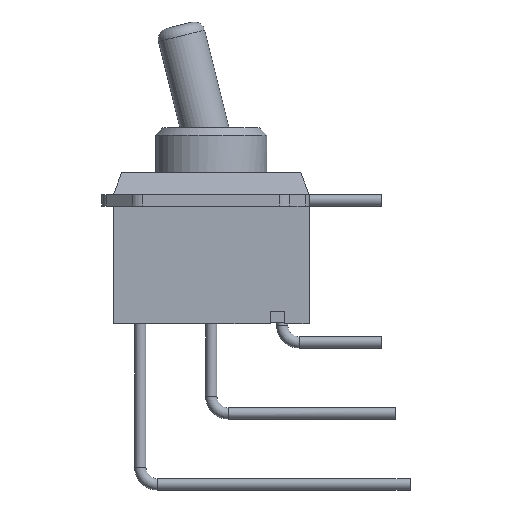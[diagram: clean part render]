
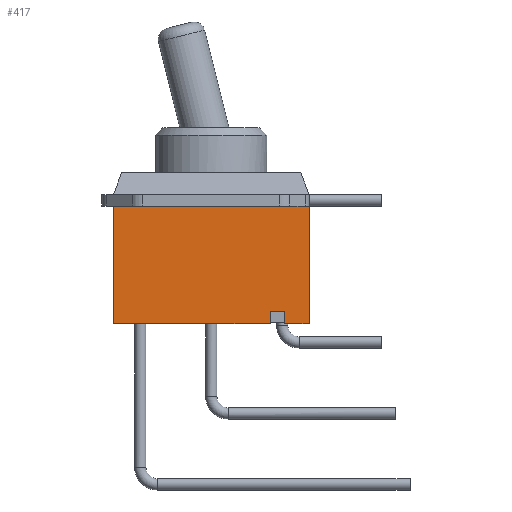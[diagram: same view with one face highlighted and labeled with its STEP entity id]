
A CAD part, left-side view. The second image highlights one B-rep face of the part: STEP entity #417.
In plain terms, the highlighted planar face has unit normal (-1, 0, 0).
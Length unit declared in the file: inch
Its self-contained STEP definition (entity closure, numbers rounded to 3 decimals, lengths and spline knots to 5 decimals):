
#417 = ADVANCED_FACE( '', ( #822 ), #823, .T. );
#822 = FACE_OUTER_BOUND( '', #1235, .T. );
#823 = PLANE( '', #1236 );
#1235 = EDGE_LOOP( '', ( #2161, #2162, #2163, #2164, #2165, #2166, #2167, #2168, #2169, #2170, #2171, #2172 ) );
#1236 = AXIS2_PLACEMENT_3D( '', #2173, #2174, #2175 );
#2161 = ORIENTED_EDGE( '', *, *, #2789, .F. );
#2162 = ORIENTED_EDGE( '', *, *, #2596, .T. );
#2163 = ORIENTED_EDGE( '', *, *, #2724, .T. );
#2164 = ORIENTED_EDGE( '', *, *, #2840, .T. );
#2165 = ORIENTED_EDGE( '', *, *, #2698, .T. );
#2166 = ORIENTED_EDGE( '', *, *, #2784, .F. );
#2167 = ORIENTED_EDGE( '', *, *, #2692, .T. );
#2168 = ORIENTED_EDGE( '', *, *, #2739, .F. );
#2169 = ORIENTED_EDGE( '', *, *, #2835, .T. );
#2170 = ORIENTED_EDGE( '', *, *, #2628, .F. );
#2171 = ORIENTED_EDGE( '', *, *, #2658, .T. );
#2172 = ORIENTED_EDGE( '', *, *, #2841, .F. );
#2173 = CARTESIAN_POINT( '', ( -0.0885, -0.213, -0.138 ) );
#2174 = DIRECTION( '', ( -1., 0., 0. ) );
#2175 = DIRECTION( '', ( 0., 0., 1. ) );
#2596 = EDGE_CURVE( '', #3126, #3124, #3127, .T. );
#2628 = EDGE_CURVE( '', #3171, #3173, #3174, .T. );
#2658 = EDGE_CURVE( '', #3171, #3221, #3223, .T. );
#2692 = EDGE_CURVE( '', #3258, #3272, #3274, .T. );
#2698 = EDGE_CURVE( '', #3284, #3282, #3285, .T. );
#2724 = EDGE_CURVE( '', #3124, #3323, #3325, .T. );
#2739 = EDGE_CURVE( '', #3344, #3272, #3346, .T. );
#2784 = EDGE_CURVE( '', #3258, #3282, #3408, .T. );
#2789 = EDGE_CURVE( '', #3126, #3413, #3414, .T. );
#2835 = EDGE_CURVE( '', #3344, #3173, #3468, .T. );
#2840 = EDGE_CURVE( '', #3323, #3284, #3473, .T. );
#2841 = EDGE_CURVE( '', #3413, #3221, #3474, .T. );
#3124 = VERTEX_POINT( '', #3862 );
#3126 = VERTEX_POINT( '', #3865 );
#3127 = LINE( '', #3866, #3867 );
#3171 = VERTEX_POINT( '', #3928 );
#3173 = VERTEX_POINT( '', #3931 );
#3174 = LINE( '', #3932, #3933 );
#3221 = VERTEX_POINT( '', #3999 );
#3223 = LINE( '', #4002, #4003 );
#3258 = VERTEX_POINT( '', #4047 );
#3272 = VERTEX_POINT( '', #4068 );
#3274 = LINE( '', #4071, #4072 );
#3282 = VERTEX_POINT( '', #4081 );
#3284 = VERTEX_POINT( '', #4084 );
#3285 = LINE( '', #4085, #4086 );
#3323 = VERTEX_POINT( '', #4140 );
#3325 = LINE( '', #4143, #4144 );
#3344 = VERTEX_POINT( '', #4172 );
#3346 = LINE( '', #4175, #4176 );
#3408 = LINE( '', #4262, #4263 );
#3413 = VERTEX_POINT( '', #4269 );
#3414 = LINE( '', #4270, #4271 );
#3468 = LINE( '', #4342, #4343 );
#3473 = LINE( '', #4350, #4351 );
#3474 = LINE( '', #4352, #4353 );
#3862 = CARTESIAN_POINT( '', ( -0.0885, -0.213, 0.103 ) );
#3865 = CARTESIAN_POINT( '', ( -0.0885, -0.195, 0.103 ) );
#3866 = CARTESIAN_POINT( '', ( -0.0885, -0.195, 0.103 ) );
#3867 = VECTOR( '', #4579, 39.37008 );
#3928 = CARTESIAN_POINT( '', ( -0.0885, -0.213, -0.138 ) );
#3931 = CARTESIAN_POINT( '', ( -0.0885, -0.0475, -0.138 ) );
#3932 = CARTESIAN_POINT( '', ( -0.0885, -0.213, -0.138 ) );
#3933 = VECTOR( '', #4613, 39.37008 );
#3999 = CARTESIAN_POINT( '', ( -0.0885, -0.213, 0.083 ) );
#4002 = CARTESIAN_POINT( '', ( -0.0885, -0.213, -0.138 ) );
#4003 = VECTOR( '', #4646, 39.37008 );
#4047 = CARTESIAN_POINT( '', ( -0.0885, -0.031, 0.092 ) );
#4068 = CARTESIAN_POINT( '', ( -0.0885, -0.031, -0.092 ) );
#4071 = CARTESIAN_POINT( '', ( -0.0885, -0.031, 0.138 ) );
#4072 = VECTOR( '', #4685, 39.37008 );
#4081 = CARTESIAN_POINT( '', ( -0.0885, -0.0475, 0.092 ) );
#4084 = CARTESIAN_POINT( '', ( -0.0885, -0.0475, 0.138 ) );
#4085 = CARTESIAN_POINT( '', ( -0.0885, -0.0475, -0.138 ) );
#4086 = VECTOR( '', #4691, 39.37008 );
#4140 = CARTESIAN_POINT( '', ( -0.0885, -0.213, 0.138 ) );
#4143 = CARTESIAN_POINT( '', ( -0.0885, -0.213, -0.138 ) );
#4144 = VECTOR( '', #4715, 39.37008 );
#4172 = CARTESIAN_POINT( '', ( -0.0885, -0.0475, -0.092 ) );
#4175 = CARTESIAN_POINT( '', ( -0.0885, -0.213, -0.092 ) );
#4176 = VECTOR( '', #4726, 39.37008 );
#4262 = CARTESIAN_POINT( '', ( -0.0885, -0.213, 0.092 ) );
#4263 = VECTOR( '', #4781, 39.37008 );
#4269 = CARTESIAN_POINT( '', ( -0.0885, -0.195, 0.083 ) );
#4270 = CARTESIAN_POINT( '', ( -0.0885, -0.195, -0.138 ) );
#4271 = VECTOR( '', #4786, 39.37008 );
#4342 = CARTESIAN_POINT( '', ( -0.0885, -0.0475, -0.138 ) );
#4343 = VECTOR( '', #4819, 39.37008 );
#4350 = CARTESIAN_POINT( '', ( -0.0885, -0.213, 0.138 ) );
#4351 = VECTOR( '', #4822, 39.37008 );
#4352 = CARTESIAN_POINT( '', ( -0.0885, -0.195, 0.083 ) );
#4353 = VECTOR( '', #4823, 39.37008 );
#4579 = DIRECTION( '', ( 0., -1., 0. ) );
#4613 = DIRECTION( '', ( 0., 1., 0. ) );
#4646 = DIRECTION( '', ( 0., 0., 1. ) );
#4685 = DIRECTION( '', ( 0., 0., -1. ) );
#4691 = DIRECTION( '', ( 0., 0., -1. ) );
#4715 = DIRECTION( '', ( 0., 0., 1. ) );
#4726 = DIRECTION( '', ( 0., 1., 0. ) );
#4781 = DIRECTION( '', ( 0., -1., 0. ) );
#4786 = DIRECTION( '', ( 0., 0., -1. ) );
#4819 = DIRECTION( '', ( 0., 0., -1. ) );
#4822 = DIRECTION( '', ( 0., 1., 0. ) );
#4823 = DIRECTION( '', ( 0., -1., 0. ) );
